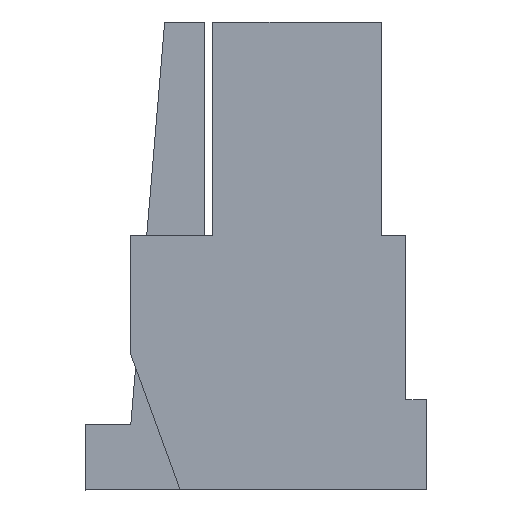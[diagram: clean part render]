
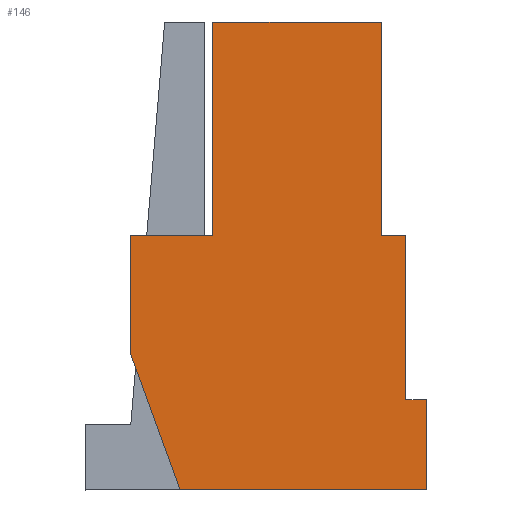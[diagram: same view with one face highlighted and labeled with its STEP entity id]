
A CAD part, left-side view. The second image highlights one B-rep face of the part: STEP entity #146.
In plain terms, the highlighted planar face has unit normal (-1, 0, 0).
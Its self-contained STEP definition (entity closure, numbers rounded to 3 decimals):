
#6 = VERTEX_POINT ( 'NONE', #594 ) ;
#8 = VERTEX_POINT ( 'NONE', #593 ) ;
#14 = EDGE_CURVE ( 'NONE', #6, #8, #590, .T. ) ;
#19 = VERTEX_POINT ( 'NONE', #612 ) ;
#20 = EDGE_CURVE ( 'NONE', #103, #6, #611, .T. ) ;
#22 = EDGE_CURVE ( 'NONE', #8, #19, #607, .T. ) ;
#100 = VERTEX_POINT ( 'NONE', #937 ) ;
#102 = EDGE_CURVE ( 'NONE', #100, #103, #936, .T. ) ;
#103 = VERTEX_POINT ( 'NONE', #932 ) ;
#146 = ADVANCED_FACE ( 'NONE', ( #1005 ), #1067, .F. ) ;
#147 = EDGE_LOOP ( 'NONE', ( #148, #149, #156, #158, #159, #160, #161, #162, #163, #164, #165 ) ) ;
#148 = ORIENTED_EDGE ( 'NONE', *, *, #427, .F. ) ;
#149 = ORIENTED_EDGE ( 'NONE', *, *, #155, .T. ) ;
#150 = VERTEX_POINT ( 'NONE', #1062 ) ;
#155 = EDGE_CURVE ( 'NONE', #425, #150, #1056, .T. ) ;
#156 = ORIENTED_EDGE ( 'NONE', *, *, #157, .F. ) ;
#157 = EDGE_CURVE ( 'NONE', #251, #150, #1052, .T. ) ;
#158 = ORIENTED_EDGE ( 'NONE', *, *, #250, .F. ) ;
#159 = ORIENTED_EDGE ( 'NONE', *, *, #197, .F. ) ;
#160 = ORIENTED_EDGE ( 'NONE', *, *, #201, .F. ) ;
#161 = ORIENTED_EDGE ( 'NONE', *, *, #22, .F. ) ;
#162 = ORIENTED_EDGE ( 'NONE', *, *, #14, .F. ) ;
#163 = ORIENTED_EDGE ( 'NONE', *, *, #20, .F. ) ;
#164 = ORIENTED_EDGE ( 'NONE', *, *, #102, .F. ) ;
#165 = ORIENTED_EDGE ( 'NONE', *, *, #166, .F. ) ;
#166 = EDGE_CURVE ( 'NONE', #428, #100, #1047, .T. ) ;
#197 = EDGE_CURVE ( 'NONE', #202, #198, #1232, .T. ) ;
#198 = VERTEX_POINT ( 'NONE', #1228 ) ;
#201 = EDGE_CURVE ( 'NONE', #19, #202, #1226, .T. ) ;
#202 = VERTEX_POINT ( 'NONE', #1222 ) ;
#250 = EDGE_CURVE ( 'NONE', #198, #251, #1309, .T. ) ;
#251 = VERTEX_POINT ( 'NONE', #1305 ) ;
#425 = VERTEX_POINT ( 'NONE', #1789 ) ;
#427 = EDGE_CURVE ( 'NONE', #425, #428, #1788, .T. ) ;
#428 = VERTEX_POINT ( 'NONE', #1784 ) ;
#587 = DIRECTION ( 'NONE',  ( 0., -1., 0. ) ) ;
#588 = VECTOR ( 'NONE', #587, 1000. ) ;
#589 = CARTESIAN_POINT ( 'NONE',  ( -3.083, -2.167, 2.75 ) ) ;
#590 = LINE ( 'NONE', #589, #588 ) ;
#593 = CARTESIAN_POINT ( 'NONE',  ( -3.083, -2.467, 2.75 ) ) ;
#594 = CARTESIAN_POINT ( 'NONE',  ( -3.083, -2.167, 2.75 ) ) ;
#607 = LINE ( 'NONE', #666, #665 ) ;
#608 = DIRECTION ( 'NONE',  ( 0., 0., -1. ) ) ;
#609 = VECTOR ( 'NONE', #608, 1000. ) ;
#610 = CARTESIAN_POINT ( 'NONE',  ( -3.083, -2.167, 5.2 ) ) ;
#611 = LINE ( 'NONE', #610, #609 ) ;
#612 = CARTESIAN_POINT ( 'NONE',  ( -3.083, -2.467, 0.75 ) ) ;
#664 = DIRECTION ( 'NONE',  ( 0., 0., -1. ) ) ;
#665 = VECTOR ( 'NONE', #664, 1000. ) ;
#666 = CARTESIAN_POINT ( 'NONE',  ( -3.083, -2.467, 2.75 ) ) ;
#932 = CARTESIAN_POINT ( 'NONE',  ( -3.083, -2.167, 5.35 ) ) ;
#933 = DIRECTION ( 'NONE',  ( 0., -1., 0. ) ) ;
#934 = VECTOR ( 'NONE', #933, 1000. ) ;
#935 = CARTESIAN_POINT ( 'NONE',  ( -3.083, -2.017, 5.35 ) ) ;
#936 = LINE ( 'NONE', #935, #934 ) ;
#937 = CARTESIAN_POINT ( 'NONE',  ( -3.083, -0.117, 5.35 ) ) ;
#1005 = FACE_OUTER_BOUND ( 'NONE', #147, .T. ) ;
#1044 = VECTOR ( 'NONE', #1045, 1000. ) ;
#1045 = DIRECTION ( 'NONE',  ( 0., 0., 1. ) ) ;
#1046 = CARTESIAN_POINT ( 'NONE',  ( -3.083, -0.117, 2.75 ) ) ;
#1047 = LINE ( 'NONE', #1046, #1044 ) ;
#1049 = DIRECTION ( 'NONE',  ( 0., 0.342, 0.94 ) ) ;
#1050 = VECTOR ( 'NONE', #1049, 1000. ) ;
#1051 = CARTESIAN_POINT ( 'NONE',  ( -3.083, 0.883, 1.298 ) ) ;
#1052 = LINE ( 'NONE', #1051, #1050 ) ;
#1053 = DIRECTION ( 'NONE',  ( 0., 0., -1. ) ) ;
#1054 = VECTOR ( 'NONE', #1053, 1000. ) ;
#1055 = CARTESIAN_POINT ( 'NONE',  ( -3.083, 0.883, 1.298 ) ) ;
#1056 = LINE ( 'NONE', #1055, #1054 ) ;
#1062 = CARTESIAN_POINT ( 'NONE',  ( -3.083, 0.883, 1.298 ) ) ;
#1063 = DIRECTION ( 'NONE',  ( 0., -1., 0. ) ) ;
#1064 = DIRECTION ( 'NONE',  ( 1., 0., 0. ) ) ;
#1065 = CARTESIAN_POINT ( 'NONE',  ( -3.083, -0.842, 6.525 ) ) ;
#1066 = AXIS2_PLACEMENT_3D ( 'NONE', #1065, #1064, #1063 ) ;
#1067 = PLANE ( 'NONE',  #1066 ) ;
#1222 = CARTESIAN_POINT ( 'NONE',  ( -3.083, -2.717, 0.75 ) ) ;
#1223 = DIRECTION ( 'NONE',  ( 0., -1., 0. ) ) ;
#1224 = VECTOR ( 'NONE', #1223, 1000. ) ;
#1225 = CARTESIAN_POINT ( 'NONE',  ( -3.083, -2.467, 0.75 ) ) ;
#1226 = LINE ( 'NONE', #1225, #1224 ) ;
#1228 = CARTESIAN_POINT ( 'NONE',  ( -3.083, -2.717, -0.35 ) ) ;
#1229 = DIRECTION ( 'NONE',  ( 0., 0., -1. ) ) ;
#1230 = VECTOR ( 'NONE', #1229, 1000. ) ;
#1231 = CARTESIAN_POINT ( 'NONE',  ( -3.083, -2.717, -0.35 ) ) ;
#1232 = LINE ( 'NONE', #1231, #1230 ) ;
#1305 = CARTESIAN_POINT ( 'NONE',  ( -3.083, 0.283, -0.35 ) ) ;
#1306 = DIRECTION ( 'NONE',  ( 0., 1., 0. ) ) ;
#1307 = VECTOR ( 'NONE', #1306, 1000. ) ;
#1308 = CARTESIAN_POINT ( 'NONE',  ( -3.083, 1.433, -0.35 ) ) ;
#1309 = LINE ( 'NONE', #1308, #1307 ) ;
#1784 = CARTESIAN_POINT ( 'NONE',  ( -3.083, -0.117, 2.75 ) ) ;
#1785 = DIRECTION ( 'NONE',  ( 0., -1., 0. ) ) ;
#1786 = VECTOR ( 'NONE', #1785, 1000. ) ;
#1787 = CARTESIAN_POINT ( 'NONE',  ( -3.083, 0.689, 2.75 ) ) ;
#1788 = LINE ( 'NONE', #1787, #1786 ) ;
#1789 = CARTESIAN_POINT ( 'NONE',  ( -3.083, 0.883, 2.75 ) ) ;
